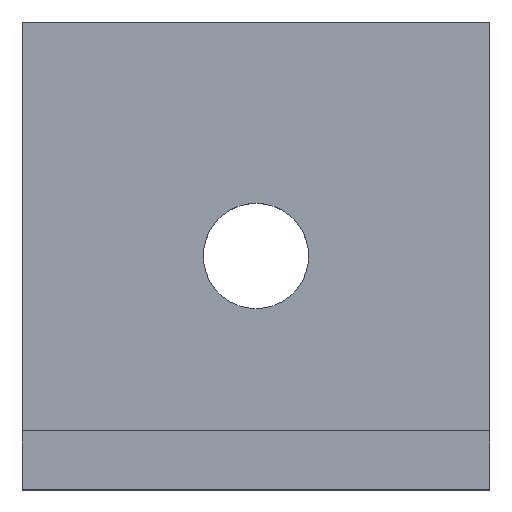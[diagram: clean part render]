
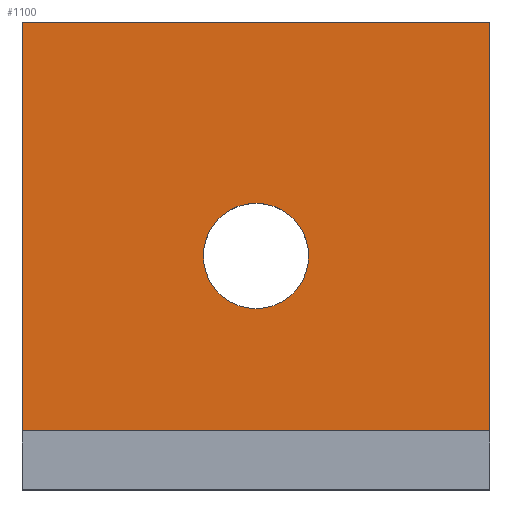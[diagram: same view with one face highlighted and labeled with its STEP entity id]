
A CAD part, top view. The second image highlights one B-rep face of the part: STEP entity #1100.
In plain terms, the highlighted planar face has unit normal (0, 0, 1).
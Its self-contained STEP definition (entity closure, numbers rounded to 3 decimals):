
#560=CARTESIAN_POINT('',(0.,0.,5.));
#570=DIRECTION('',(0.,0.,1.));
#580=DIRECTION('',(1.,0.,0.));
#590=AXIS2_PLACEMENT_3D('',#560,#570,#580);
#600=PLANE('',#590);
#610=CARTESIAN_POINT('',(20.,20.,5.));
#620=DIRECTION('',(0.,0.,-1.));
#630=DIRECTION('',(1.,0.,0.));
#640=AXIS2_PLACEMENT_3D('',#610,#620,#630);
#650=CIRCLE('',#640,4.5);
#660=CARTESIAN_POINT('',(24.5,20.,5.));
#670=VERTEX_POINT('',#660);
#680=CARTESIAN_POINT('',(15.5,20.,5.));
#690=VERTEX_POINT('',#680);
#700=EDGE_CURVE('',#670,#690,#650,.T.);
#710=ORIENTED_EDGE('',*,*,#700,.T.);
#720=EDGE_CURVE('',#690,#670,#650,.T.);
#730=ORIENTED_EDGE('',*,*,#720,.T.);
#740=EDGE_LOOP('',(#730,#710));
#750=FACE_BOUND('',#740,.T.);
#760=CARTESIAN_POINT('',(0.,40.,5.));
#770=DIRECTION('',(0.,-1.,0.));
#780=VECTOR('',#770,1.);
#790=LINE('',#760,#780);
#800=CARTESIAN_POINT('',(0.,40.,5.));
#810=VERTEX_POINT('',#800);
#820=CARTESIAN_POINT('',(0.,5.,5.));
#830=VERTEX_POINT('',#820);
#840=EDGE_CURVE('',#810,#830,#790,.T.);
#850=ORIENTED_EDGE('',*,*,#840,.T.);
#860=CARTESIAN_POINT('',(40.,40.,5.));
#870=DIRECTION('',(-1.,0.,0.));
#880=VECTOR('',#870,1.);
#890=LINE('',#860,#880);
#900=CARTESIAN_POINT('',(40.,40.,5.));
#910=VERTEX_POINT('',#900);
#920=EDGE_CURVE('',#910,#810,#890,.T.);
#930=ORIENTED_EDGE('',*,*,#920,.T.);
#940=CARTESIAN_POINT('',(40.,0.,5.));
#950=DIRECTION('',(0.,1.,0.));
#960=VECTOR('',#950,1.);
#970=LINE('',#940,#960);
#980=CARTESIAN_POINT('',(40.,5.,5.));
#990=VERTEX_POINT('',#980);
#1000=EDGE_CURVE('',#990,#910,#970,.T.);
#1010=ORIENTED_EDGE('',*,*,#1000,.T.);
#1020=CARTESIAN_POINT('',(0.,5.,5.));
#1030=DIRECTION('',(-1.,0.,0.));
#1040=VECTOR('',#1030,1.);
#1050=LINE('',#1020,#1040);
#1060=EDGE_CURVE('',#990,#830,#1050,.T.);
#1070=ORIENTED_EDGE('',*,*,#1060,.F.);
#1080=EDGE_LOOP('',(#1070,#1010,#930,#850));
#1090=FACE_OUTER_BOUND('',#1080,.T.);
#1100=ADVANCED_FACE('',(#750,#1090),#600,.T.);
